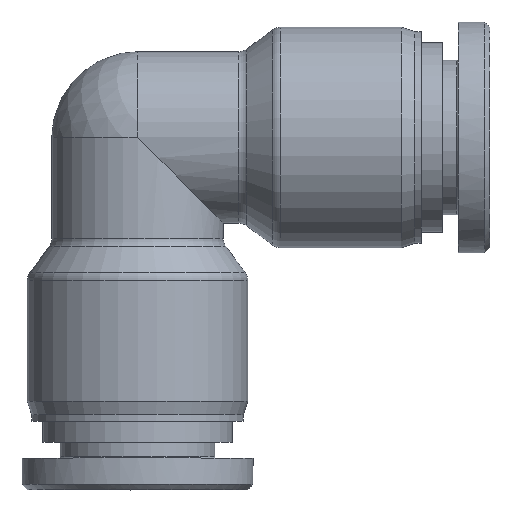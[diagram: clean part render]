
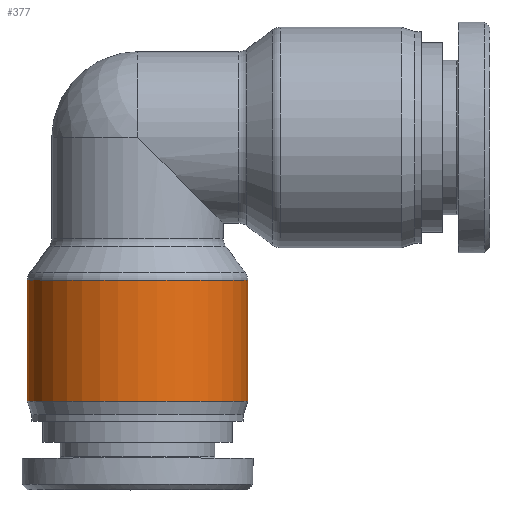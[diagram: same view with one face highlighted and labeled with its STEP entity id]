
A CAD part, top view. The second image highlights one B-rep face of the part: STEP entity #377.
In plain terms, the highlighted cylindrical face has radius 8.35 mm (diameter 16.7 mm), a full revolution.
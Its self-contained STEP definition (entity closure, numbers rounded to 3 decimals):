
#346=CARTESIAN_POINT('',(8.35,-10.83,0.));
#347=VERTEX_POINT('',#346);
#348=CARTESIAN_POINT('',(0.,-10.83,0.0));
#349=DIRECTION('',(0.0,1.0,0.0));
#350=DIRECTION('',(-1.0,0.0,0.0));
#351=AXIS2_PLACEMENT_3D('',#348,#349,#350);
#352=CIRCLE('',#351,8.35);
#353=EDGE_CURVE('',#347,#347,#352,.T.);
#358=CARTESIAN_POINT('',(0.,-15.25,0.0));
#359=DIRECTION('',(0.,-1.0,0.0));
#360=DIRECTION('',(1.0,0.0,0.0));
#361=AXIS2_PLACEMENT_3D('',#358,#359,#360);
#362=CYLINDRICAL_SURFACE('',#361,8.35);
#363=CARTESIAN_POINT('',(8.35,-20.0,0.0));
#364=VERTEX_POINT('',#363);
#365=CARTESIAN_POINT('',(0.,-20.0,0.0));
#366=DIRECTION('',(0.0,-1.0,0.0));
#367=DIRECTION('',(1.0,0.0,0.0));
#368=AXIS2_PLACEMENT_3D('',#365,#366,#367);
#369=CIRCLE('',#368,8.35);
#370=EDGE_CURVE('',#364,#364,#369,.T.);
#371=ORIENTED_EDGE('',*,*,#370,.F.);
#372=EDGE_LOOP('',(#371));
#373=FACE_OUTER_BOUND('',#372,.T.);
#374=ORIENTED_EDGE('',*,*,#353,.F.);
#375=EDGE_LOOP('',(#374));
#376=FACE_BOUND('',#375,.T.);
#377=ADVANCED_FACE('',(#373,#376),#362,.T.);
